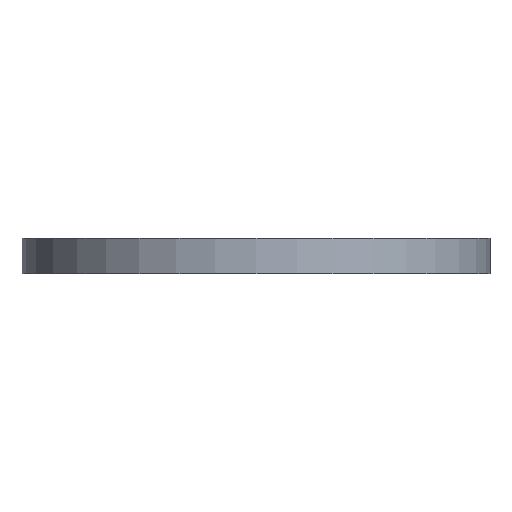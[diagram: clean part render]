
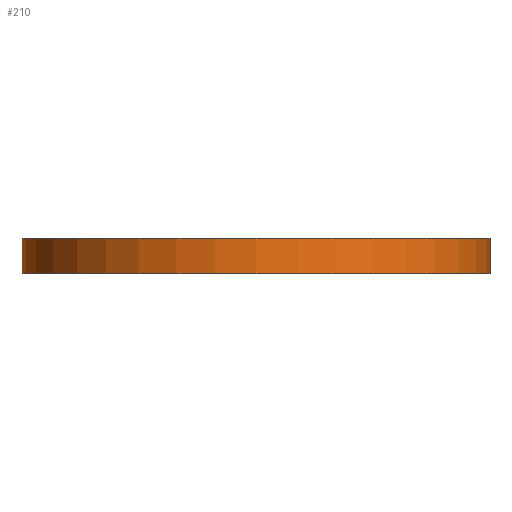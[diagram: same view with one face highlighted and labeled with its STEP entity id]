
A CAD part, front view. The second image highlights one B-rep face of the part: STEP entity #210.
In plain terms, the highlighted cylindrical face has radius 40 mm (diameter 80 mm), a partial arc.
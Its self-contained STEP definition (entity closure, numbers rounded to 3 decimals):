
#154=CARTESIAN_POINT('Axis2P3D Location',(0.,0.,3.)) ;
#159=CARTESIAN_POINT('Line Origine',(40.,0.,3.)) ;
#163=CARTESIAN_POINT('Vertex',(40.,0.,0.)) ;
#165=CARTESIAN_POINT('Vertex',(40.,0.,6.)) ;
#172=CARTESIAN_POINT('Vertex',(-40.,0.,0.)) ;
#175=CARTESIAN_POINT('Line Origine',(-40.,0.,3.)) ;
#179=CARTESIAN_POINT('Vertex',(-40.,0.,6.)) ;
#194=CARTESIAN_POINT('Axis2P3D Location',(0.,0.,0.)) ;
#199=CARTESIAN_POINT('Axis2P3D Location',(0.,0.,6.)) ;
#155=DIRECTION('Axis2P3D Direction',(0.,0.,1.)) ;
#156=DIRECTION('Axis2P3D XDirection',(1.,0.,0.)) ;
#160=DIRECTION('Vector Direction',(0.,0.,1.)) ;
#176=DIRECTION('Vector Direction',(0.,0.,1.)) ;
#195=DIRECTION('Axis2P3D Direction',(0.,0.,1.)) ;
#200=DIRECTION('Axis2P3D Direction',(0.,0.,1.)) ;
#157=AXIS2_PLACEMENT_3D('Cylinder Axis2P3D',#154,#155,#156) ;
#196=AXIS2_PLACEMENT_3D('Circle Axis2P3D',#194,#195,$) ;
#201=AXIS2_PLACEMENT_3D('Circle Axis2P3D',#199,#200,$) ;
#205=ORIENTED_EDGE('',*,*,#181,.F.) ;
#206=ORIENTED_EDGE('',*,*,#198,.T.) ;
#207=ORIENTED_EDGE('',*,*,#167,.T.) ;
#208=ORIENTED_EDGE('',*,*,#203,.F.) ;
#161=VECTOR('Line Direction',#160,1.) ;
#177=VECTOR('Line Direction',#176,1.) ;
#210=ADVANCED_FACE('Corps principal',(#209),#158,.T.) ;
#197=CIRCLE('generated circle',#196,40.) ;
#202=CIRCLE('generated circle',#201,40.) ;
#158=CYLINDRICAL_SURFACE('generated cylinder',#157,40.) ;
#167=EDGE_CURVE('',#164,#166,#162,.T.) ;
#181=EDGE_CURVE('',#173,#180,#178,.T.) ;
#198=EDGE_CURVE('',#173,#164,#197,.T.) ;
#203=EDGE_CURVE('',#180,#166,#202,.T.) ;
#204=EDGE_LOOP('',(#205,#206,#207,#208)) ;
#209=FACE_OUTER_BOUND('',#204,.T.) ;
#162=LINE('Line',#159,#161) ;
#178=LINE('Line',#175,#177) ;
#164=VERTEX_POINT('',#163) ;
#166=VERTEX_POINT('',#165) ;
#173=VERTEX_POINT('',#172) ;
#180=VERTEX_POINT('',#179) ;
